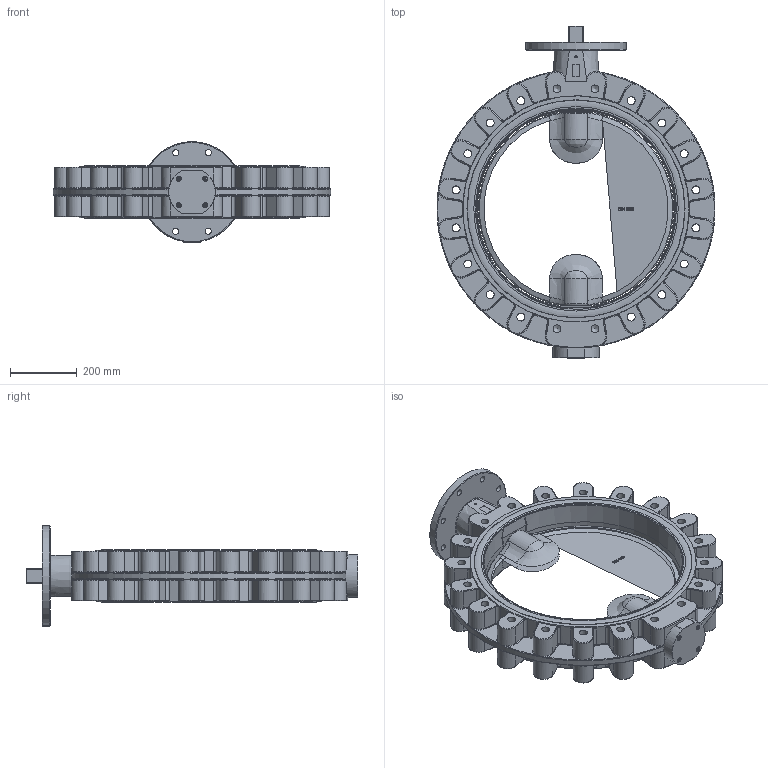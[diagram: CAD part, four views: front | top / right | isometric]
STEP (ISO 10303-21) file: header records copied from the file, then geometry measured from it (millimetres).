
FILE_DESCRIPTION(/* description */ (''),/* implementation_level */ '2;1');
FILE_NAME(/* name */ 'Z014-A DN600.stp',/* time_stamp */ '2017-12-14T07:40:34+01:00',/* author */ ('hellwig'),/* organization */ (''),/* preprocessor_version */ 'ST-DEVELOPER v16.5',/* originating_system */ 'Autodesk Inventor 2017',/* authorisation */ '');
FILE_SCHEMA (('AUTOMOTIVE_DESIGN { 1 0 10303 214 3 1 1 }'));
Length unit declared in the file: millimetre
Products named in the file (1): M44294
Bounding box: 829.36 x 991 x 300 mm (x, y, z)
Volume: 4012489 mm3; surface area: 2409340.9 mm2
Topology: 25 solids, 40 shells, 1942 faces, 4886 edges, 2930 vertices
Faces by surface type: plane 570, cylinder 460, bspline 454, torus 381, cone 77
Full cylindrical faces by diameter (mm): 5.5 x1, 6.647 x5, 8 x5, 9 x4, 10 x1, 13 x4, 15 x4, 18 x8, 23.752 x24, 38 x1, 47 x1, 49 x1, 55 x1, 60 x10, 60.1 x4, 60.2 x9, 68 x16, 76 x5, 85.4 x2, 85.5 x2, 89.5 x1, 98 x1, 200.2 x1, 606 x2, 634.5 x2, 640 x2, 675 x2
Entity records: 69153 total; most frequent: CARTESIAN_POINT 24802, ORIENTED_EDGE 8916, DIRECTION 8332, EDGE_CURVE 4443, AXIS2_PLACEMENT_3D 3400, VERTEX_POINT 2817, EDGE_LOOP 2298, STYLED_ITEM 1939
